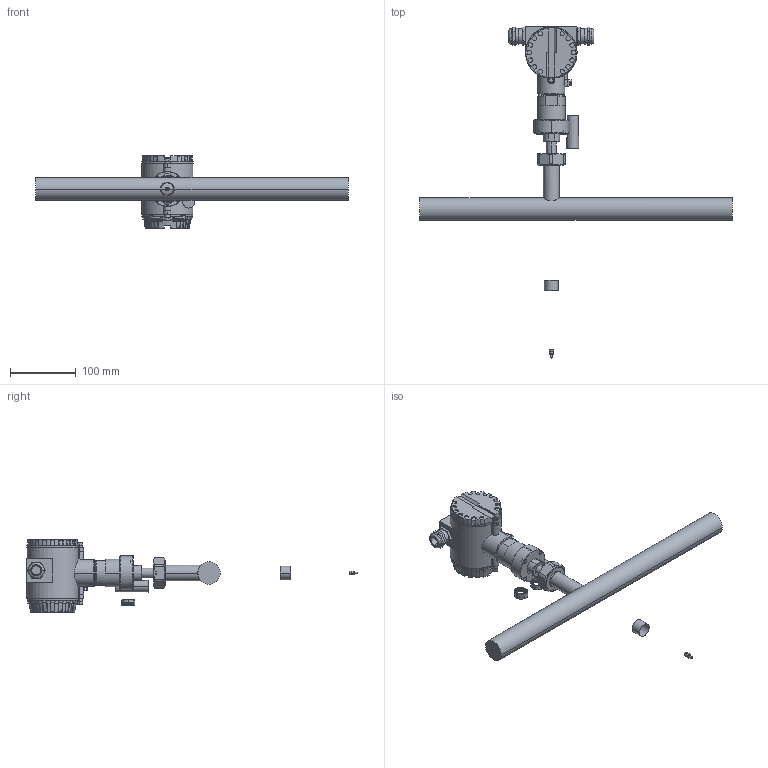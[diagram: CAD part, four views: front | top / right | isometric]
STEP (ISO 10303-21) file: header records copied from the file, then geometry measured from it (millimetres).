
FILE_DESCRIPTION((''),'2;1');
FILE_NAME('S453_DN25_EN_FLANGE','2024-08-15T11:06:29',('jj'),(''),'CREO PARAMETRIC BY PTC INC, 2018100','CREO PARAMETRIC BY PTC INC, 2018100','');
FILE_SCHEMA(('CONFIG_CONTROL_DESIGN','SHAPE_APPEARANCE_LAYERS_GROUPS'));
Length unit declared in the file: millimetre
Products named in the file (1): S453_DN25_EN_FLANGE
Bounding box: 475 x 504.5 x 110.9 mm (x, y, z)
Volume: 1137502.6 mm3; surface area: 156139.9 mm2
Topology: 1 solids, 61 shells, 1114 faces, 3218 edges, 2195 vertices
Faces by surface type: cylinder 454, plane 385, cone 169, bspline 53, torus 45, sphere 8
Entity records: 49069 total; most frequent: CARTESIAN_POINT 20732, ORIENTED_EDGE 6117, DIRECTION 5510, EDGE_CURVE 3196, VERTEX_POINT 2195, AXIS2_PLACEMENT_3D 2143, VECTOR 1224, LINE 1224
